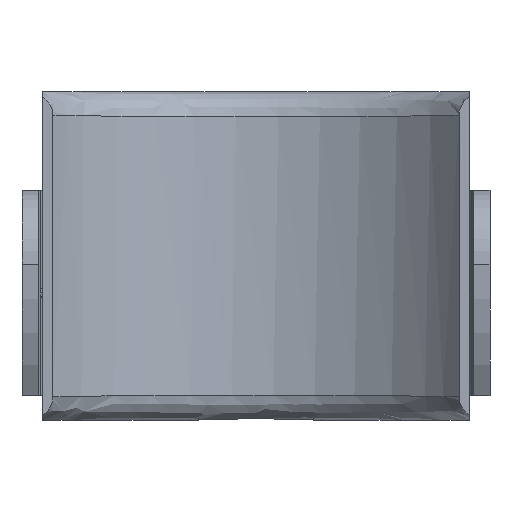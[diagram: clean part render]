
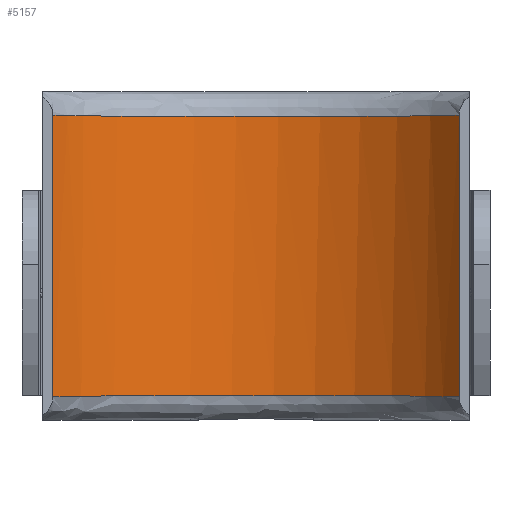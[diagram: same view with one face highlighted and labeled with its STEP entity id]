
A CAD part, front view. The second image highlights one B-rep face of the part: STEP entity #5157.
In plain terms, the highlighted cylindrical face has radius 31.5 mm (diameter 63 mm), a partial arc.
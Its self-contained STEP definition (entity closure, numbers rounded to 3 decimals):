
#47 = CARTESIAN_POINT ( 'NONE',  ( 5.924, -0.539, -16.999 ) ) ;
#173 = CARTESIAN_POINT ( 'NONE',  ( 0., -31.5, 20. ) ) ;
#315 = CARTESIAN_POINT ( 'NONE',  ( -24.739, -12., 17.175 ) ) ;
#326 = CARTESIAN_POINT ( 'NONE',  ( 24.739, -12., -17.175 ) ) ;
#600 = CARTESIAN_POINT ( 'NONE',  ( -17.862, -5.444, -17.032 ) ) ;
#628 = CARTESIAN_POINT ( 'NONE',  ( 11.614, -2.123, -17.003 ) ) ;
#665 = EDGE_CURVE ( 'NONE', #4743, #2689, #1374, .T. ) ;
#695 = ORIENTED_EDGE ( 'NONE', *, *, #5640, .F. ) ;
#951 = VERTEX_POINT ( 'NONE', #326 ) ;
#1091 = ORIENTED_EDGE ( 'NONE', *, *, #5584, .T. ) ;
#1178 = CARTESIAN_POINT ( 'NONE',  ( -12.68, -2.641, -17.007 ) ) ;
#1205 = CARTESIAN_POINT ( 'NONE',  ( 15.861, -4.259, -17.021 ) ) ;
#1374 = B_SPLINE_CURVE_WITH_KNOTS ( 'NONE', 3,
 ( #1912, #5810, #7065, #3671, #1546, #2364, #2339, #5104, #1733, #6101, #5973, #2887, #3868, #2785, #2382, #3457, #3435, #3295, #6016, #3213, #3252, #3620, #7456, #6946, #5395, #2239 ),
 .UNSPECIFIED., .F., .F.,
 ( 4, 2, 2, 2, 2, 2, 2, 2, 2, 2, 2, 2, 4 ),
 ( 0., 0.004, 0.007, 0.011, 0.014, 0.022, 0.025, 0.029, 0.036, 0.039, 0.043, 0.05, 0.057 ),
 .UNSPECIFIED. ) ;
#1546 = CARTESIAN_POINT ( 'NONE',  ( 20.66, -7.692, 17.07 ) ) ;
#1733 = CARTESIAN_POINT ( 'NONE',  ( 14.812, -3.675, 17.015 ) ) ;
#1760 = CARTESIAN_POINT ( 'NONE',  ( -9.332, -1.39, -17.001 ) ) ;
#1789 = CARTESIAN_POINT ( 'NONE',  ( 18.824, -6.216, -17.045 ) ) ;
#1912 = CARTESIAN_POINT ( 'NONE',  ( 24.739, -12., 17.175 ) ) ;
#2171 = LINE ( 'NONE', #4566, #5520 ) ;
#2239 = CARTESIAN_POINT ( 'NONE',  ( -24.739, -12., 17.175 ) ) ;
#2339 = CARTESIAN_POINT ( 'NONE',  ( 17.865, -5.529, 17.036 ) ) ;
#2341 = CARTESIAN_POINT ( 'NONE',  ( -4.743, -0.27, -16.999 ) ) ;
#2364 = CARTESIAN_POINT ( 'NONE',  ( 18.824, -6.216, 17.045 ) ) ;
#2368 = CARTESIAN_POINT ( 'NONE',  ( 21.536, -8.482, -17.085 ) ) ;
#2382 = CARTESIAN_POINT ( 'NONE',  ( 1.186, 0., 16.999 ) ) ;
#2456 = DIRECTION ( 'NONE',  ( -1., 0., 0. ) ) ;
#2689 = VERTEX_POINT ( 'NONE', #315 ) ;
#2785 = CARTESIAN_POINT ( 'NONE',  ( 2.376, -0.067, 16.999 ) ) ;
#2872 = CARTESIAN_POINT ( 'NONE',  ( -24.739, -12., -17.175 ) ) ;
#2886 = DIRECTION ( 'NONE',  ( 0., 0., -1. ) ) ;
#2887 = CARTESIAN_POINT ( 'NONE',  ( 5.924, -0.539, 16.999 ) ) ;
#2898 = CARTESIAN_POINT ( 'NONE',  ( 1.186, 0., -16.999 ) ) ;
#2926 = CARTESIAN_POINT ( 'NONE',  ( 23.999, -11.062, -17.147 ) ) ;
#3053 = B_SPLINE_CURVE_WITH_KNOTS ( 'NONE', 3,
 ( #2872, #6316, #4041, #600, #4594, #1178, #5177, #1760, #5751, #2341, #6344, #2898, #6951, #3471, #47, #4067, #628, #4618, #1205, #5201, #1789, #5774, #2368, #6371, #2926, #6976 ),
 .UNSPECIFIED., .F., .F.,
 ( 4, 2, 2, 2, 2, 2, 2, 2, 2, 2, 2, 2, 4 ),
 ( 0., 0.007, 0.014, 0.018, 0.021, 0.028, 0.032, 0.036, 0.043, 0.046, 0.05, 0.053, 0.057 ),
 .UNSPECIFIED. ) ;
#3213 = CARTESIAN_POINT ( 'NONE',  ( -11.586, -2.184, 17.005 ) ) ;
#3252 = CARTESIAN_POINT ( 'NONE',  ( -12.68, -2.641, 17.007 ) ) ;
#3295 = CARTESIAN_POINT ( 'NONE',  ( -8.193, -1.061, 17. ) ) ;
#3310 = ORIENTED_EDGE ( 'NONE', *, *, #665, .T. ) ;
#3435 = CARTESIAN_POINT ( 'NONE',  ( -4.743, -0.27, 16.999 ) ) ;
#3457 = CARTESIAN_POINT ( 'NONE',  ( -2.399, -0.001, 16.999 ) ) ;
#3471 = CARTESIAN_POINT ( 'NONE',  ( 4.742, -0.336, -16.999 ) ) ;
#3505 = ORIENTED_EDGE ( 'NONE', *, *, #4401, .T. ) ;
#3604 = DIRECTION ( 'NONE',  ( 0., 0., -1. ) ) ;
#3620 = CARTESIAN_POINT ( 'NONE',  ( -15.865, -4.185, 17.019 ) ) ;
#3653 = EDGE_LOOP ( 'NONE', ( #1091, #3505, #695, #3310 ) ) ;
#3671 = CARTESIAN_POINT ( 'NONE',  ( 21.536, -8.482, 17.085 ) ) ;
#3868 = CARTESIAN_POINT ( 'NONE',  ( 4.742, -0.336, 16.999 ) ) ;
#4025 = CYLINDRICAL_SURFACE ( 'NONE', #6652, 31.5 ) ;
#4041 = CARTESIAN_POINT ( 'NONE',  ( -21.588, -8.437, -17.083 ) ) ;
#4067 = CARTESIAN_POINT ( 'NONE',  ( 9.392, -1.339, -17.001 ) ) ;
#4401 = EDGE_CURVE ( 'NONE', #7091, #951, #3053, .T. ) ;
#4416 = CARTESIAN_POINT ( 'NONE',  ( -24.739, -12., -17.175 ) ) ;
#4420 = FACE_OUTER_BOUND ( 'NONE', #3653, .T. ) ;
#4566 = CARTESIAN_POINT ( 'NONE',  ( -24.739, -12., 20. ) ) ;
#4594 = CARTESIAN_POINT ( 'NONE',  ( -15.865, -4.185, -17.019 ) ) ;
#4618 = CARTESIAN_POINT ( 'NONE',  ( 14.812, -3.675, -17.015 ) ) ;
#4743 = VERTEX_POINT ( 'NONE', #6143 ) ;
#5104 = CARTESIAN_POINT ( 'NONE',  ( 15.861, -4.259, 17.021 ) ) ;
#5141 = DIRECTION ( 'NONE',  ( 0., 0., -1. ) ) ;
#5157 = ADVANCED_FACE ( 'NONE', ( #4420 ), #4025, .F. ) ;
#5177 = CARTESIAN_POINT ( 'NONE',  ( -11.586, -2.184, -17.005 ) ) ;
#5201 = CARTESIAN_POINT ( 'NONE',  ( 17.865, -5.529, -17.036 ) ) ;
#5395 = CARTESIAN_POINT ( 'NONE',  ( -23.259, -10.123, 17.119 ) ) ;
#5520 = VECTOR ( 'NONE', #5141, 1000. ) ;
#5556 = LINE ( 'NONE', #6934, #5750 ) ;
#5584 = EDGE_CURVE ( 'NONE', #2689, #7091, #2171, .T. ) ;
#5640 = EDGE_CURVE ( 'NONE', #4743, #951, #5556, .T. ) ;
#5750 = VECTOR ( 'NONE', #2886, 1000. ) ;
#5751 = CARTESIAN_POINT ( 'NONE',  ( -8.193, -1.061, -17. ) ) ;
#5774 = CARTESIAN_POINT ( 'NONE',  ( 20.66, -7.692, -17.07 ) ) ;
#5810 = CARTESIAN_POINT ( 'NONE',  ( 23.999, -11.062, 17.147 ) ) ;
#5973 = CARTESIAN_POINT ( 'NONE',  ( 9.392, -1.339, 17.001 ) ) ;
#6016 = CARTESIAN_POINT ( 'NONE',  ( -9.332, -1.39, 17.001 ) ) ;
#6101 = CARTESIAN_POINT ( 'NONE',  ( 11.614, -2.123, 17.003 ) ) ;
#6143 = CARTESIAN_POINT ( 'NONE',  ( 24.739, -12., 17.175 ) ) ;
#6316 = CARTESIAN_POINT ( 'NONE',  ( -23.259, -10.123, -17.119 ) ) ;
#6344 = CARTESIAN_POINT ( 'NONE',  ( -2.399, -0.001, -16.999 ) ) ;
#6371 = CARTESIAN_POINT ( 'NONE',  ( 23.205, -10.165, -17.124 ) ) ;
#6652 = AXIS2_PLACEMENT_3D ( 'NONE', #173, #3604, #2456 ) ;
#6934 = CARTESIAN_POINT ( 'NONE',  ( 24.739, -12., 20. ) ) ;
#6946 = CARTESIAN_POINT ( 'NONE',  ( -21.588, -8.437, 17.083 ) ) ;
#6951 = CARTESIAN_POINT ( 'NONE',  ( 2.376, -0.067, -16.999 ) ) ;
#6976 = CARTESIAN_POINT ( 'NONE',  ( 24.739, -12., -17.175 ) ) ;
#7065 = CARTESIAN_POINT ( 'NONE',  ( 23.205, -10.165, 17.124 ) ) ;
#7091 = VERTEX_POINT ( 'NONE', #4416 ) ;
#7456 = CARTESIAN_POINT ( 'NONE',  ( -17.862, -5.444, 17.032 ) ) ;
